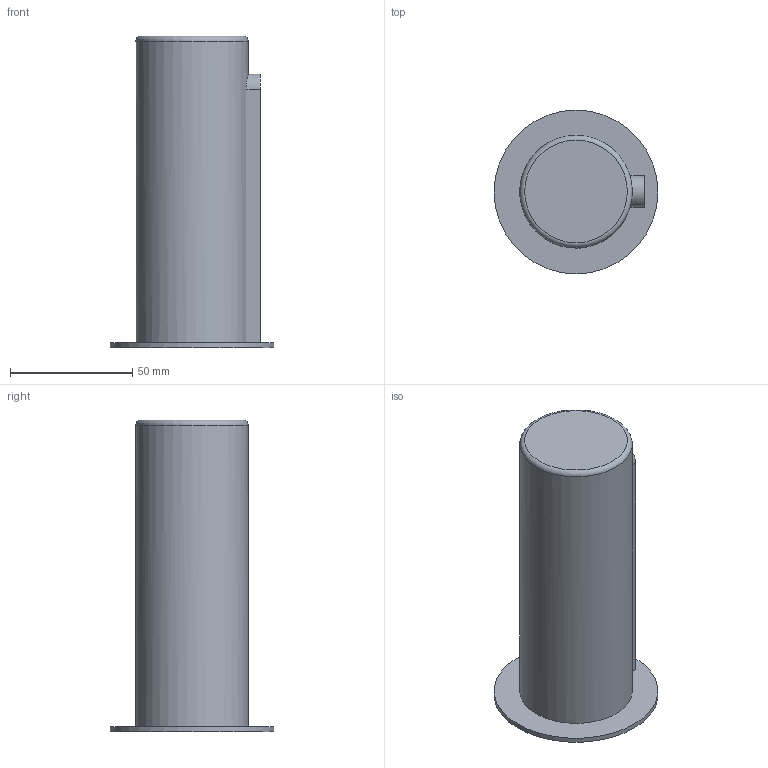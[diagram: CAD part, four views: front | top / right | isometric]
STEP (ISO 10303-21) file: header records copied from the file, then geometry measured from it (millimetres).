
FILE_DESCRIPTION( ( 'Unknown' ), '1' );
FILE_NAME( '7371281.stp', 'Unknown', ( 'Unknown' ), ( 'Unknown' ), 'PSStep 14.0', 'Unknown', ' ' );
FILE_SCHEMA( ( 'AUTOMOTIVE_DESIGN { 1 0 10303 214 1 1 1 1 }' ) );
Length unit declared in the file: millimetre
Products named in the file (1): 1
Bounding box: 67 x 67 x 127.5 mm (x, y, z)
Volume: 44287.8 mm3; surface area: 44276.7 mm2
Topology: 1 solids, 1 shells, 18 faces, 41 edges, 27 vertices
Faces by surface type: plane 13, cylinder 4, torus 1
Full cylindrical faces by diameter (mm): 42 x1, 46 x1, 67 x1
Entity records: 671 total; most frequent: CARTESIAN_POINT 124, DIRECTION 81, ORIENTED_EDGE 70, EDGE_CURVE 35, AXIS2_PLACEMENT_3D 28, VERTEX_POINT 25, LINE 25, VECTOR 25
